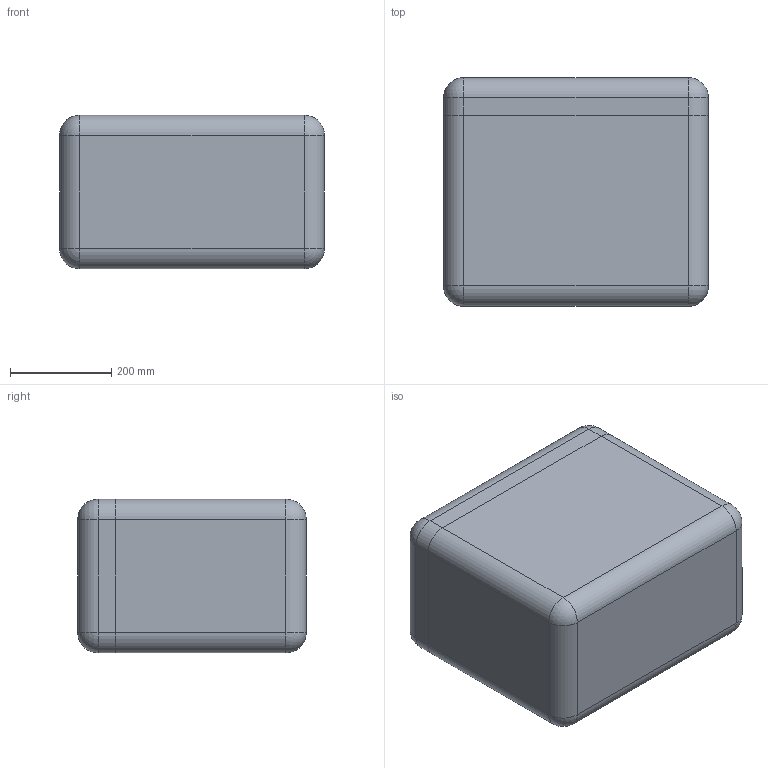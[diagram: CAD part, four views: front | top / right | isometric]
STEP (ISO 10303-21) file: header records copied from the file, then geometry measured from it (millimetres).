
FILE_DESCRIPTION (( 'STEP AP214' ), '1' );
FILE_NAME ('Ñáîðêà_Ï420 (óïð).STEP', '2025-08-15T06:22:08', ( '' ), ( '' ), 'SwSTEP 2.0', 'SolidWorks 2021', '' );
FILE_SCHEMA (( 'AUTOMOTIVE_DESIGN' ));
Length unit declared in the file: millimetre
Products named in the file (3): Ï420 êîðïóñ-2; Ñáîðêà_Ï420 (óïð); Ï420 êðûøêà-2
Assembly tree (2 placements, depth 2):
  Ñáîðêà_Ï420 (óïð)
    Ï420 êîðïóñ-2
    Ï420 êðûøêà-2
Bounding box: 523 x 451 x 303 mm (x, y, z)
Volume: 25454480.4 mm3; surface area: 1854193.2 mm2
Topology: 2 solids, 2 shells, 350 faces, 917 edges, 557 vertices
Faces by surface type: plane 146, cylinder 110, bspline 79, sphere 8, cone 7
Entity records: 16753 total; most frequent: CARTESIAN_POINT 8877, ORIENTED_EDGE 1802, DIRECTION 1361, EDGE_CURVE 901, VERTEX_POINT 557, VECTOR 485, LINE 485, AXIS2_PLACEMENT_3D 438
